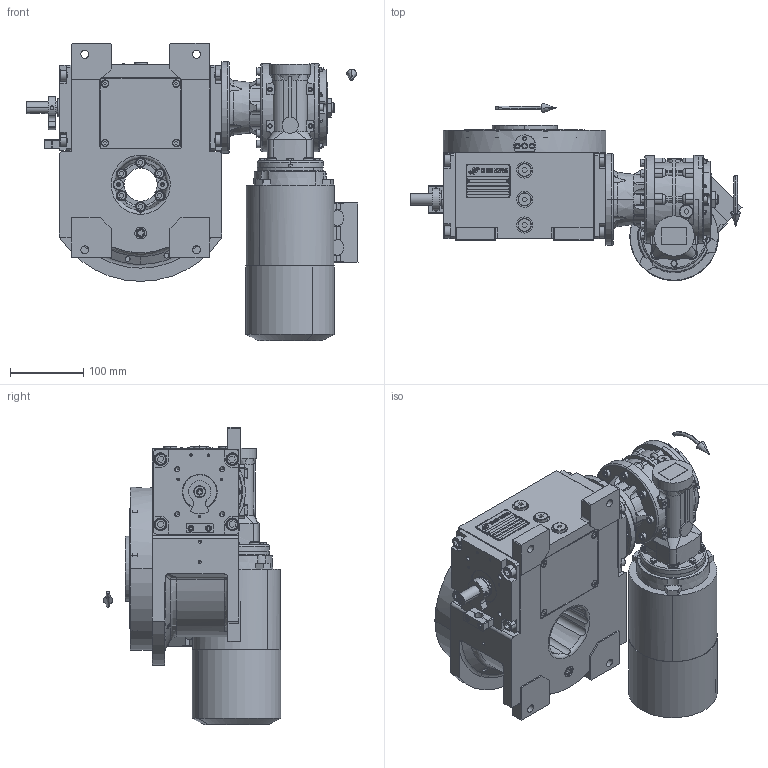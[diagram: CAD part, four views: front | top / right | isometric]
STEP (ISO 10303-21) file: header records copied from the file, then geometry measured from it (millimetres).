
FILE_DESCRIPTION (( 'STEP AP203' ), '1' );
FILE_NAME ('PC5200632.step', '2024-09-17T12:47:15', ( '' ), ( '' ), 'SwSTEP 2.0', 'SolidWorks 2020', '' );
FILE_SCHEMA (( 'CONFIG_CONTROL_DESIGN' ));
Length unit declared in the file: millimetre
Products named in the file (85): CFN2203_02_001^rig06_071_06_m_asm(2)_rig06_071_06_m_asm.stp; AS_900_38_11_019; RIG06_005_ASM^rig06_071_06_m_asm(2)_rig06_071_06_m_asm.stp; rig06_017; cfn2205_01_013; cfn2000_01_161; cfn2000_01_126; cfn2000_01_103; rig06_016; cfn2155_01_303; rig06_004_s_001; cfn2000_01_124; cfn2155_01_056; AS_rig06_016; cfn2158_01_010; RMI50_F1_LCB_SX_63B14; AS_900_38_30_003; rig06_004; PC5200632; CFN2356_03_047^rig06_071_06_m_asm(2)_rig06_071_06_m_asm.stp; cfn2151_01_290; cfn2401_01_003; rig06_002_bl_001; CFN2000_01_185^RIG06_005_ASM_rig06_071_06_m_asm(2)_rig06_071_06_m_asm.stp; cfn2158_01_011; BM63B14; rig06_005_n_01; cfn2003_01_054; 900_38_30_003; cfn2107_01_001; CFN2104_02_017^RIG06_005_ASM_rig06_071_06_m_asm(2)_rig06_071_06_m_asm.stp; freccia_angolare_albero; cfn2010_01_015.prt; AS_rig06_017; olio_agip_blasia_150; cfn2115_02_165; cfn2128_04_004; cfn2070_05_005; AS_cfn2476_01_002_60x46; cfn2476_01_002_60x46 ...
Assembly tree (78 placements, depth 5):
  CFN2203_02_001^rig06_071_06_m_asm(2)_rig06_071_06_m_asm.stp
  cfn2205_01_013
  cfn2158_01_010
  PC5200632
    rig06_001_a
    AS_cfn2476_01_002_60x46
      cfn2476_01_002_60x46
      cfn2107_01_001
      cfn2107_01_001
    AS_rig06_071_6_m
      rig06_071_06_m_asm.stp
        RIG06_005_ASM^rig06_071_06_m_asm(2)_rig06_071_06_m_asm.stp
          RIG06_021_AF0^RIG06_005_ASM_rig06_071_06_m_asm(2)_rig06_071_06_m_asm.stp
          CFN2000_01_185^RIG06_005_ASM_rig06_071_06_m_asm(2)_rig06_071_06_m_asm.stp
          CFN2000_01_185^RIG06_005_ASM_rig06_071_06_m_asm(2)_rig06_071_06_m_asm.stp
          CFN2104_02_017^RIG06_005_ASM_rig06_071_06_m_asm(2)_rig06_071_06_m_asm.stp
        CFN2010_02_002^rig06_071_06_m_asm(2)_rig06_071_06_m_asm.stp
      cfn2000_01_124  x6
      cfn2000_01_124
      cfn2104_01_016  x2
      rig06_003_6
      rig06_005_n_01
      cfn2000_01_124
      cfn2000_01_124
      cfn2000_01_124
      cfn2155_01_303
    AS_rig06_017
      rig06_017
      cfn2158_01_011
      cfn2000_01_126
      cfn2000_01_126
      cfn2000_01_126
      cfn2000_01_126
      cfn2000_01_126
      cfn2000_01_126
    AS_rig06_004_s_001
      rig06_004_s_001
      cfn2070_05_005
      cfn2000_01_103
      cfn2000_01_103
      cfn2000_01_103
      cfn2000_01_103
      cfn2155_01_056
    AS_rig06_004
      rig06_004
      cfn2070_05_005
      cfn2000_01_103
      cfn2000_01_103
      cfn2000_01_103
      cfn2000_01_103
      cfn2155_01_056
    AS_rig06_002_bl_001
      rig06_002_bl_001
      cfn2115_01_005
    cfn2128_04_004
    cfn2128_04_004
    cfn2128_04_004
    cfn2128_19_002
    AS_rig06_016
      rig06_016
Bounding box: 453.13 x 241.99 x 405.99 mm (x, y, z)
Volume: 6024347.2 mm3; surface area: 1093553.2 mm2
Topology: 69 solids, 69 shells, 3714 faces, 9400 edges, 6008 vertices
Faces by surface type: plane 1676, cylinder 1278, cone 559, torus 175, bspline 20, sphere 6
Entity records: 130607 total; most frequent: CARTESIAN_POINT 35043, DIRECTION 18270, ORIENTED_EDGE 17936, EDGE_CURVE 8968, AXIS2_PLACEMENT_3D 6656, VERTEX_POINT 5803, LINE 4958, VECTOR 4958
